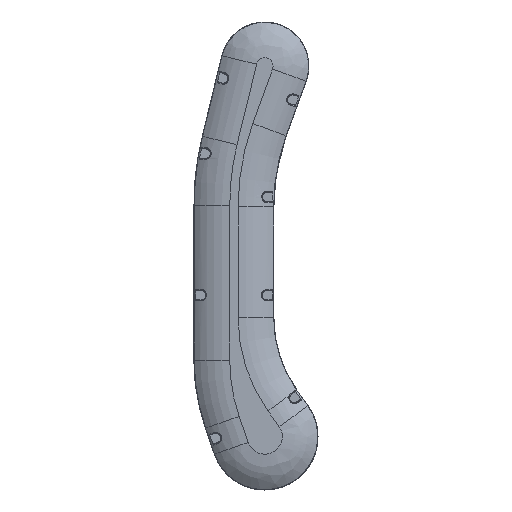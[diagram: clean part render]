
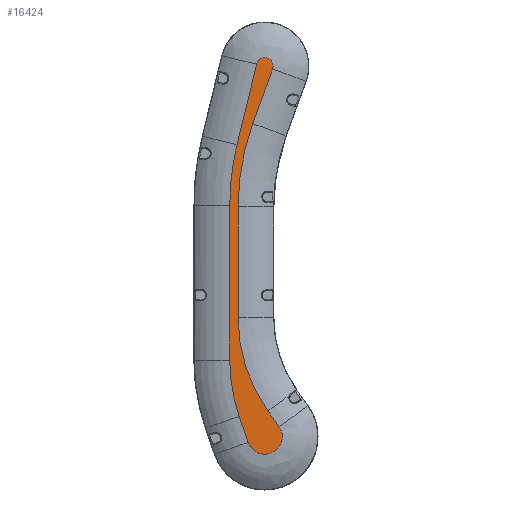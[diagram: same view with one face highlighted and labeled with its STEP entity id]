
A CAD part, front view. The second image highlights one B-rep face of the part: STEP entity #16424.
In plain terms, the highlighted planar face has unit normal (0, -1, 0).
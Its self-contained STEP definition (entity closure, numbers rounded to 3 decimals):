
#109 = CIRCLE ( 'NONE', #13756, 21. ) ;
#636 = VERTEX_POINT ( 'NONE', #11792 ) ;
#887 = VECTOR ( 'NONE', #22170, 1000. ) ;
#1177 = CARTESIAN_POINT ( 'NONE',  ( -9.716, -113.5, 2.367 ) ) ;
#1264 = CARTESIAN_POINT ( 'NONE',  ( 9.4, -113.5, -3.413 ) ) ;
#1508 = AXIS2_PLACEMENT_3D ( 'NONE', #14396, #8307, #19429 ) ;
#1651 = CARTESIAN_POINT ( 'NONE',  ( 0., -113.5, -445. ) ) ;
#1696 = DIRECTION ( 'NONE',  ( 0., -1., 0. ) ) ;
#1921 = DIRECTION ( 'NONE',  ( -0.945, 0., -0.327 ) ) ;
#1985 = DIRECTION ( 'NONE',  ( 0., -1., 0. ) ) ;
#2064 = CARTESIAN_POINT ( 'NONE',  ( 261., -113.5, -168.981 ) ) ;
#2591 = AXIS2_PLACEMENT_3D ( 'NONE', #16772, #33521, #22175 ) ;
#3304 = AXIS2_PLACEMENT_3D ( 'NONE', #17030, #14970, #28375 ) ;
#3418 = EDGE_CURVE ( 'NONE', #636, #36129, #24464, .T. ) ;
#4087 = DIRECTION ( 'NONE',  ( 0., 1., 0. ) ) ;
#4270 = DIRECTION ( 'NONE',  ( -0.94, 0., 0.341 ) ) ;
#4308 = VERTEX_POINT ( 'NONE', #23115 ) ;
#4345 = VERTEX_POINT ( 'NONE', #26280 ) ;
#4650 = VECTOR ( 'NONE', #35272, 1000. ) ;
#5059 = CIRCLE ( 'NONE', #22262, 10. ) ;
#6126 = AXIS2_PLACEMENT_3D ( 'NONE', #18688, #1985, #16263 ) ;
#6237 = EDGE_CURVE ( 'NONE', #22813, #16428, #22129, .T. ) ;
#7267 = DIRECTION ( 'NONE',  ( 0., 0., 1. ) ) ;
#7310 = CARTESIAN_POINT ( 'NONE',  ( -32., -113.5, -168.981 ) ) ;
#7479 = CARTESIAN_POINT ( 'NONE',  ( -42., -113.5, -353.009 ) ) ;
#7871 = ORIENTED_EDGE ( 'NONE', *, *, #36630, .F. ) ;
#8307 = DIRECTION ( 'NONE',  ( 0., 1., 0. ) ) ;
#8373 = ORIENTED_EDGE ( 'NONE', *, *, #34913, .F. ) ;
#8696 = ORIENTED_EDGE ( 'NONE', *, *, #9935, .F. ) ;
#8809 = VERTEX_POINT ( 'NONE', #29848 ) ;
#9690 = CARTESIAN_POINT ( 'NONE',  ( -33.277, -113.5, -94.355 ) ) ;
#9820 = VECTOR ( 'NONE', #7267, 1000. ) ;
#9935 = EDGE_CURVE ( 'NONE', #28458, #636, #36090, .T. ) ;
#9984 = VERTEX_POINT ( 'NONE', #14143 ) ;
#10076 = DIRECTION ( 'NONE',  ( 0.237, 0., 0.972 ) ) ;
#10484 = LINE ( 'NONE', #19547, #887 ) ;
#11186 = ORIENTED_EDGE ( 'NONE', *, *, #30906, .T. ) ;
#11219 = VECTOR ( 'NONE', #14312, 1000. ) ;
#11665 = ORIENTED_EDGE ( 'NONE', *, *, #26645, .F. ) ;
#11792 = CARTESIAN_POINT ( 'NONE',  ( -30.641, -113.5, -420.638 ) ) ;
#12204 = DIRECTION ( 'NONE',  ( 0., 1., 0. ) ) ;
#12376 = DIRECTION ( 'NONE',  ( -1., 0., 0. ) ) ;
#12396 = CARTESIAN_POINT ( 'NONE',  ( -14.408, -113.5, -68.985 ) ) ;
#12662 = LINE ( 'NONE', #18408, #25791 ) ;
#13756 = AXIS2_PLACEMENT_3D ( 'NONE', #1651, #36177, #21880 ) ;
#14048 = ORIENTED_EDGE ( 'NONE', *, *, #6237, .F. ) ;
#14109 = CARTESIAN_POINT ( 'NONE',  ( -19.848, -113.5, -451.861 ) ) ;
#14143 = CARTESIAN_POINT ( 'NONE',  ( -9.4, -113.5, 3.413 ) ) ;
#14312 = DIRECTION ( 'NONE',  ( 0., 0., -1. ) ) ;
#14396 = CARTESIAN_POINT ( 'NONE',  ( 0., -113.5, -445. ) ) ;
#14529 = VERTEX_POINT ( 'NONE', #1177 ) ;
#14970 = DIRECTION ( 'NONE',  ( 0., 1., 0. ) ) ;
#15029 = CARTESIAN_POINT ( 'NONE',  ( 0., -113.5, 0. ) ) ;
#15339 = EDGE_CURVE ( 'NONE', #4308, #8809, #109, .T. ) ;
#15366 = EDGE_LOOP ( 'NONE', ( #35150, #8696, #8373, #36566, #28845, #14048, #11186, #31131, #11665, #25705, #7871, #23278, #30755, #20759 ) ) ;
#16263 = DIRECTION ( 'NONE',  ( -1., 0., 0. ) ) ;
#16391 = DIRECTION ( 'NONE',  ( 0., 1., 0. ) ) ;
#16424 = ADVANCED_FACE ( 'NONE', ( #21288 ), #32642, .F. ) ;
#16428 = VERTEX_POINT ( 'NONE', #34875 ) ;
#16772 = CARTESIAN_POINT ( 'NONE',  ( 0., -113.5, 0. ) ) ;
#17030 = CARTESIAN_POINT ( 'NONE',  ( 265., -113.5, -167.016 ) ) ;
#17102 = LINE ( 'NONE', #19712, #11219 ) ;
#18408 = CARTESIAN_POINT ( 'NONE',  ( -33.277, -113.5, -94.355 ) ) ;
#18586 = CIRCLE ( 'NONE', #2591, 10. ) ;
#18688 = CARTESIAN_POINT ( 'NONE',  ( 161., -113.5, -302.127 ) ) ;
#19429 = DIRECTION ( 'NONE',  ( 0.945, 0., 0.327 ) ) ;
#19547 = CARTESIAN_POINT ( 'NONE',  ( 3.683, -113.5, -413.932 ) ) ;
#19712 = CARTESIAN_POINT ( 'NONE',  ( -42., -113.5, -167.016 ) ) ;
#20042 = VERTEX_POINT ( 'NONE', #7310 ) ;
#20759 = ORIENTED_EDGE ( 'NONE', *, *, #25864, .T. ) ;
#20946 = VERTEX_POINT ( 'NONE', #9690 ) ;
#21288 = FACE_OUTER_BOUND ( 'NONE', #15366, .T. ) ;
#21357 = LINE ( 'NONE', #32713, #9820 ) ;
#21880 = DIRECTION ( 'NONE',  ( 0.815, 0., 0.579 ) ) ;
#22129 = CIRCLE ( 'NONE', #6126, 193. ) ;
#22170 = DIRECTION ( 'NONE',  ( 0.579, 0., -0.815 ) ) ;
#22175 = DIRECTION ( 'NONE',  ( -0.972, 0., 0.237 ) ) ;
#22262 = AXIS2_PLACEMENT_3D ( 'NONE', #15029, #4087, #4270 ) ;
#22731 = EDGE_CURVE ( 'NONE', #24649, #20042, #31570, .T. ) ;
#22813 = VERTEX_POINT ( 'NONE', #36048 ) ;
#23115 = CARTESIAN_POINT ( 'NONE',  ( 17.118, -113.5, -432.835 ) ) ;
#23278 = ORIENTED_EDGE ( 'NONE', *, *, #33279, .F. ) ;
#23355 = CARTESIAN_POINT ( 'NONE',  ( 0., -113.5, -222.5 ) ) ;
#23938 = AXIS2_PLACEMENT_3D ( 'NONE', #2064, #1696, #36219 ) ;
#24464 = CIRCLE ( 'NONE', #32766, 207. ) ;
#24649 = VERTEX_POINT ( 'NONE', #12396 ) ;
#25317 = CARTESIAN_POINT ( 'NONE',  ( 165., -113.5, -353.009 ) ) ;
#25705 = ORIENTED_EDGE ( 'NONE', *, *, #34209, .F. ) ;
#25791 = VECTOR ( 'NONE', #10076, 1000. ) ;
#25864 = EDGE_CURVE ( 'NONE', #4345, #36129, #17102, .T. ) ;
#26280 = CARTESIAN_POINT ( 'NONE',  ( -42., -113.5, -167.016 ) ) ;
#26433 = CIRCLE ( 'NONE', #1508, 21. ) ;
#26645 = EDGE_CURVE ( 'NONE', #32652, #24649, #34719, .T. ) ;
#26813 = VECTOR ( 'NONE', #33859, 1000. ) ;
#27440 = AXIS2_PLACEMENT_3D ( 'NONE', #23355, #12204, #12376 ) ;
#27553 = CARTESIAN_POINT ( 'NONE',  ( -19.848, -113.5, -451.861 ) ) ;
#28375 = DIRECTION ( 'NONE',  ( -1., 0., 0. ) ) ;
#28458 = VERTEX_POINT ( 'NONE', #14109 ) ;
#28845 = ORIENTED_EDGE ( 'NONE', *, *, #33120, .F. ) ;
#29848 = CARTESIAN_POINT ( 'NONE',  ( 19.847, -113.5, -438.139 ) ) ;
#30755 = ORIENTED_EDGE ( 'NONE', *, *, #32478, .F. ) ;
#30906 = EDGE_CURVE ( 'NONE', #22813, #20042, #21357, .T. ) ;
#31131 = ORIENTED_EDGE ( 'NONE', *, *, #22731, .F. ) ;
#31570 = CIRCLE ( 'NONE', #23938, 293. ) ;
#31907 = CARTESIAN_POINT ( 'NONE',  ( 9.4, -113.5, -3.413 ) ) ;
#32478 = EDGE_CURVE ( 'NONE', #4345, #20946, #35351, .T. ) ;
#32642 = PLANE ( 'NONE',  #27440 ) ;
#32652 = VERTEX_POINT ( 'NONE', #31907 ) ;
#32713 = CARTESIAN_POINT ( 'NONE',  ( -32., -113.5, -302.127 ) ) ;
#32766 = AXIS2_PLACEMENT_3D ( 'NONE', #25317, #16391, #1921 ) ;
#33120 = EDGE_CURVE ( 'NONE', #16428, #4308, #10484, .T. ) ;
#33279 = EDGE_CURVE ( 'NONE', #20946, #14529, #12662, .T. ) ;
#33521 = DIRECTION ( 'NONE',  ( 0., 1., 0. ) ) ;
#33859 = DIRECTION ( 'NONE',  ( -0.327, 0., 0.945 ) ) ;
#34209 = EDGE_CURVE ( 'NONE', #9984, #32652, #5059, .T. ) ;
#34719 = LINE ( 'NONE', #1264, #4650 ) ;
#34875 = CARTESIAN_POINT ( 'NONE',  ( 3.683, -113.5, -413.932 ) ) ;
#34913 = EDGE_CURVE ( 'NONE', #8809, #28458, #26433, .T. ) ;
#35150 = ORIENTED_EDGE ( 'NONE', *, *, #3418, .F. ) ;
#35272 = DIRECTION ( 'NONE',  ( -0.341, 0., -0.94 ) ) ;
#35351 = CIRCLE ( 'NONE', #3304, 307. ) ;
#36048 = CARTESIAN_POINT ( 'NONE',  ( -32., -113.5, -302.127 ) ) ;
#36090 = LINE ( 'NONE', #27553, #26813 ) ;
#36129 = VERTEX_POINT ( 'NONE', #7479 ) ;
#36177 = DIRECTION ( 'NONE',  ( 0., 1., 0. ) ) ;
#36219 = DIRECTION ( 'NONE',  ( -0.94, 0., 0.341 ) ) ;
#36566 = ORIENTED_EDGE ( 'NONE', *, *, #15339, .F. ) ;
#36630 = EDGE_CURVE ( 'NONE', #14529, #9984, #18586, .T. ) ;
